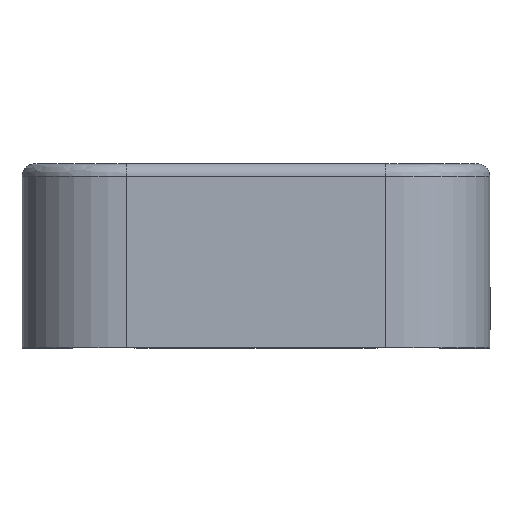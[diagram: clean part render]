
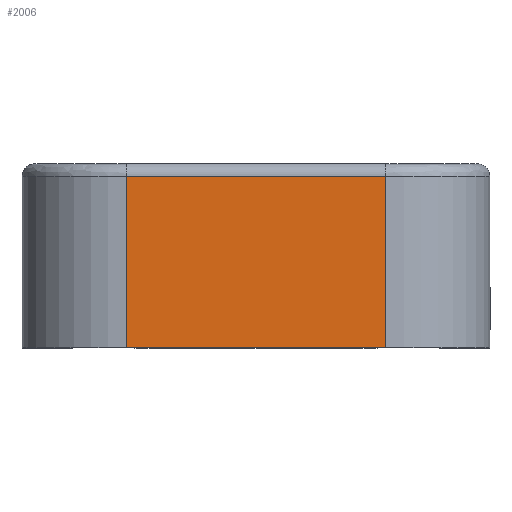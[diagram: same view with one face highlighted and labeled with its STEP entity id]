
A CAD part, top view. The second image highlights one B-rep face of the part: STEP entity #2006.
In plain terms, the highlighted planar face has unit normal (0, 0, 1).
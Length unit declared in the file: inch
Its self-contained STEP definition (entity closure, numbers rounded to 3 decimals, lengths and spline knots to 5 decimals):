
#164 = LINE ( 'NONE', #2662, #4013 ) ;
#424 = VERTEX_POINT ( 'NONE', #2136 ) ;
#599 = VECTOR ( 'NONE', #1635, 39.37008 ) ;
#750 = VERTEX_POINT ( 'NONE', #4491 ) ;
#895 = EDGE_CURVE ( 'NONE', #3244, #424, #1096, .T. ) ;
#1096 = LINE ( 'NONE', #2192, #2985 ) ;
#1310 = EDGE_CURVE ( 'NONE', #750, #3244, #1536, .T. ) ;
#1401 = ORIENTED_EDGE ( 'NONE', *, *, #2520, .T. ) ;
#1450 = VERTEX_POINT ( 'NONE', #3356 ) ;
#1484 = ORIENTED_EDGE ( 'NONE', *, *, #3920, .F. ) ;
#1536 = LINE ( 'NONE', #2931, #2236 ) ;
#1572 = CARTESIAN_POINT ( 'NONE',  ( -0.31, -0.03, 0. ) ) ;
#1635 = DIRECTION ( 'NONE',  ( -1., 0., 0. ) ) ;
#1727 = AXIS2_PLACEMENT_3D ( 'NONE', #4239, #2120, #3967 ) ;
#2006 = ADVANCED_FACE ( 'NONE', ( #3944 ), #4335, .T. ) ;
#2120 = DIRECTION ( 'NONE',  ( 0., 0., 1. ) ) ;
#2136 = CARTESIAN_POINT ( 'NONE',  ( 0.31, -0.03, 0. ) ) ;
#2192 = CARTESIAN_POINT ( 'NONE',  ( 0.28, -0.03, 0. ) ) ;
#2236 = VECTOR ( 'NONE', #2908, 39.37008 ) ;
#2520 = EDGE_CURVE ( 'NONE', #1450, #424, #164, .T. ) ;
#2662 = CARTESIAN_POINT ( 'NONE',  ( 0.31, 0., 0. ) ) ;
#2710 = ORIENTED_EDGE ( 'NONE', *, *, #895, .F. ) ;
#2908 = DIRECTION ( 'NONE',  ( 0., 1., 0. ) ) ;
#2931 = CARTESIAN_POINT ( 'NONE',  ( -0.31, 0., 0. ) ) ;
#2985 = VECTOR ( 'NONE', #3516, 39.37008 ) ;
#3244 = VERTEX_POINT ( 'NONE', #1572 ) ;
#3356 = CARTESIAN_POINT ( 'NONE',  ( 0.31, -0.44, 0. ) ) ;
#3507 = ORIENTED_EDGE ( 'NONE', *, *, #1310, .F. ) ;
#3516 = DIRECTION ( 'NONE',  ( 1., 0., 0. ) ) ;
#3895 = EDGE_LOOP ( 'NONE', ( #1484, #1401, #2710, #3507 ) ) ;
#3920 = EDGE_CURVE ( 'NONE', #1450, #750, #4489, .T. ) ;
#3944 = FACE_OUTER_BOUND ( 'NONE', #3895, .T. ) ;
#3967 = DIRECTION ( 'NONE',  ( 1., 0., 0. ) ) ;
#4013 = VECTOR ( 'NONE', #4068, 39.37008 ) ;
#4068 = DIRECTION ( 'NONE',  ( 0., 1., 0. ) ) ;
#4137 = CARTESIAN_POINT ( 'NONE',  ( 0., -0.44, 0. ) ) ;
#4239 = CARTESIAN_POINT ( 'NONE',  ( 0.56, 0., 0. ) ) ;
#4335 = PLANE ( 'NONE',  #1727 ) ;
#4489 = LINE ( 'NONE', #4137, #599 ) ;
#4491 = CARTESIAN_POINT ( 'NONE',  ( -0.31, -0.44, 0. ) ) ;
